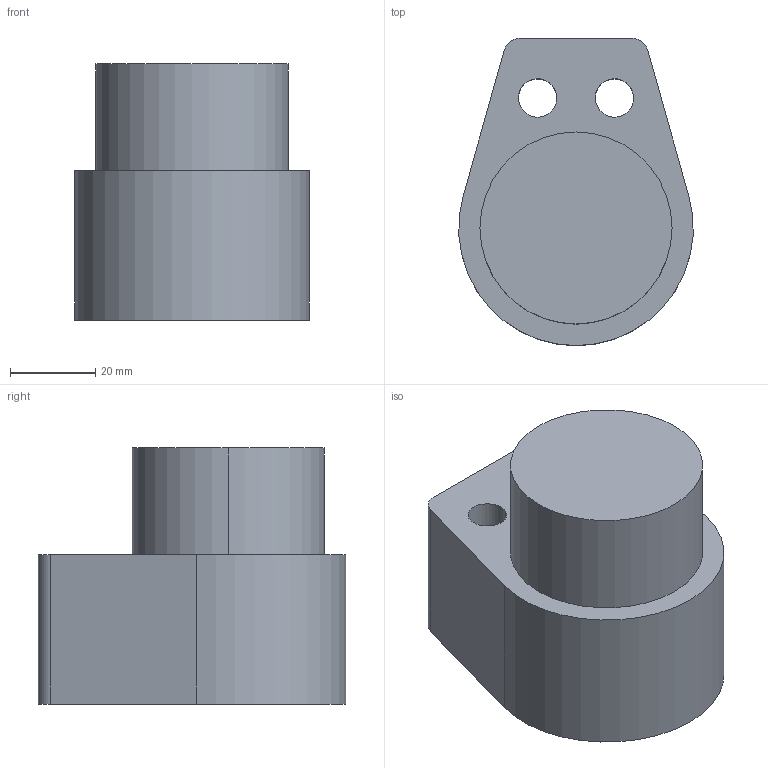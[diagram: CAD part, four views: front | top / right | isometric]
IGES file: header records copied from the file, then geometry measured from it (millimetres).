
Start section: START RECORD GO HERE.
Global section: file name: REHAUSSE.igs; native system: DASSAULT SYSTEMES CATIA V5 R21 - www.3ds.com; preprocessor: CATIA Version 5 Release 21 SP 6 ; author: a.raylet; organization: CFM46; date: 20190827.081001; units: millimetre
Bounding box: 54.9 x 72 x 60 mm (x, y, z)
Surface area: 22424.7 mm2 (no closed solid volume)
Topology: 0 solids, 0 shells, 18 faces, 84 edges, 84 vertices
Faces by surface type: revolution 11, plane 7
